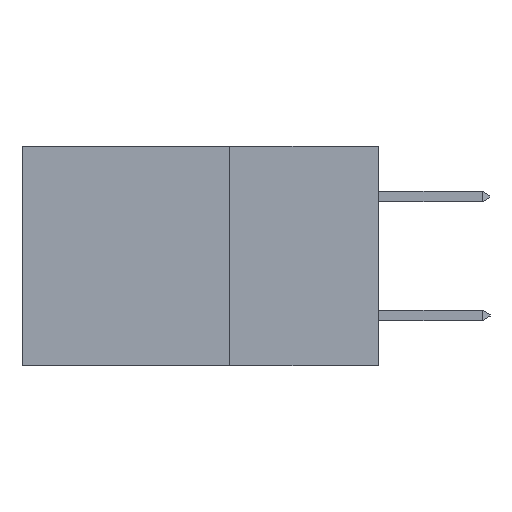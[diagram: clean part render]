
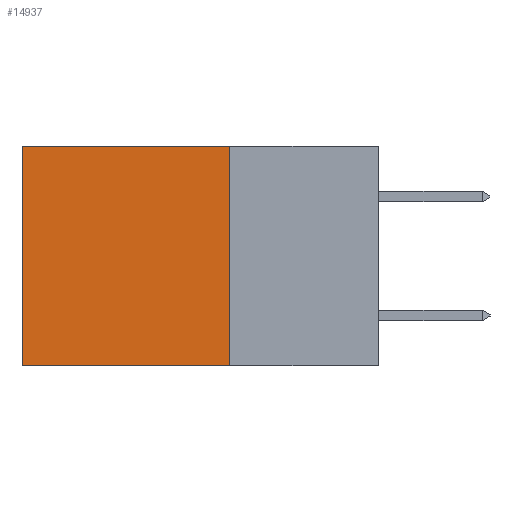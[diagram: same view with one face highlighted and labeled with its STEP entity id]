
A CAD part, left-side view. The second image highlights one B-rep face of the part: STEP entity #14937.
In plain terms, the highlighted planar face has unit normal (-1, 0, 0).
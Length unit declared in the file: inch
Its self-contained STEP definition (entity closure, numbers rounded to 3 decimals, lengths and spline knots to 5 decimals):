
#690 = LINE ( 'NONE', #4283, #8340 ) ;
#883 = LINE ( 'NONE', #7445, #8051 ) ;
#1010 = CARTESIAN_POINT ( 'NONE',  ( 0.2615, 0.25, 0. ) ) ;
#1626 = VERTEX_POINT ( 'NONE', #12887 ) ;
#1663 = ORIENTED_EDGE ( 'NONE', *, *, #11361, .T. ) ;
#2319 = EDGE_CURVE ( 'NONE', #11556, #1626, #883, .T. ) ;
#3535 = CARTESIAN_POINT ( 'NONE',  ( 0.2615, 0.6, -0.37 ) ) ;
#4283 = CARTESIAN_POINT ( 'NONE',  ( 0.2615, 0.25, -0.37 ) ) ;
#4382 = VERTEX_POINT ( 'NONE', #5921 ) ;
#5828 = DIRECTION ( 'NONE',  ( 0., 1., 0. ) ) ;
#5864 = AXIS2_PLACEMENT_3D ( 'NONE', #9310, #16747, #12355 ) ;
#5921 = CARTESIAN_POINT ( 'NONE',  ( 0.2615, 0.6, 0. ) ) ;
#5978 = LINE ( 'NONE', #17980, #17397 ) ;
#6719 = CARTESIAN_POINT ( 'NONE',  ( 0.2615, 0.6, -0.37 ) ) ;
#7445 = CARTESIAN_POINT ( 'NONE',  ( 0.2615, 0.25, -0.37 ) ) ;
#8051 = VECTOR ( 'NONE', #11587, 39.37008 ) ;
#8340 = VECTOR ( 'NONE', #5828, 39.37008 ) ;
#8351 = EDGE_LOOP ( 'NONE', ( #1663, #10806, #14089, #17895 ) ) ;
#9310 = CARTESIAN_POINT ( 'NONE',  ( 0.2615, 0.25, -0.37 ) ) ;
#10806 = ORIENTED_EDGE ( 'NONE', *, *, #17143, .F. ) ;
#10839 = PLANE ( 'NONE',  #5864 ) ;
#11361 = EDGE_CURVE ( 'NONE', #4382, #12575, #16736, .T. ) ;
#11556 = VERTEX_POINT ( 'NONE', #1010 ) ;
#11587 = DIRECTION ( 'NONE',  ( 0., 0., -1. ) ) ;
#12345 = VECTOR ( 'NONE', #12762, 39.37008 ) ;
#12355 = DIRECTION ( 'NONE',  ( 0., 0., -1. ) ) ;
#12575 = VERTEX_POINT ( 'NONE', #3535 ) ;
#12762 = DIRECTION ( 'NONE',  ( 0., 0., -1. ) ) ;
#12887 = CARTESIAN_POINT ( 'NONE',  ( 0.2615, 0.25, -0.37 ) ) ;
#14089 = ORIENTED_EDGE ( 'NONE', *, *, #2319, .F. ) ;
#14285 = FACE_OUTER_BOUND ( 'NONE', #8351, .T. ) ;
#14937 = ADVANCED_FACE ( 'NONE', ( #14285 ), #10839, .F. ) ;
#15110 = DIRECTION ( 'NONE',  ( 0., 1., 0. ) ) ;
#16736 = LINE ( 'NONE', #6719, #12345 ) ;
#16747 = DIRECTION ( 'NONE',  ( 1., 0., 0. ) ) ;
#17143 = EDGE_CURVE ( 'NONE', #1626, #12575, #690, .T. ) ;
#17272 = EDGE_CURVE ( 'NONE', #11556, #4382, #5978, .T. ) ;
#17397 = VECTOR ( 'NONE', #15110, 39.37008 ) ;
#17895 = ORIENTED_EDGE ( 'NONE', *, *, #17272, .T. ) ;
#17980 = CARTESIAN_POINT ( 'NONE',  ( 0.2615, 0.25, 0. ) ) ;
